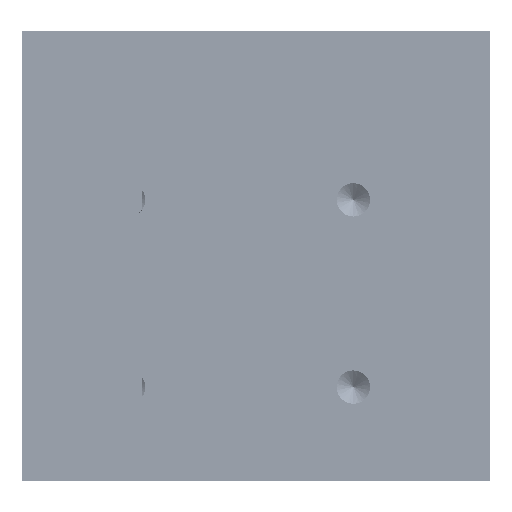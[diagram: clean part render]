
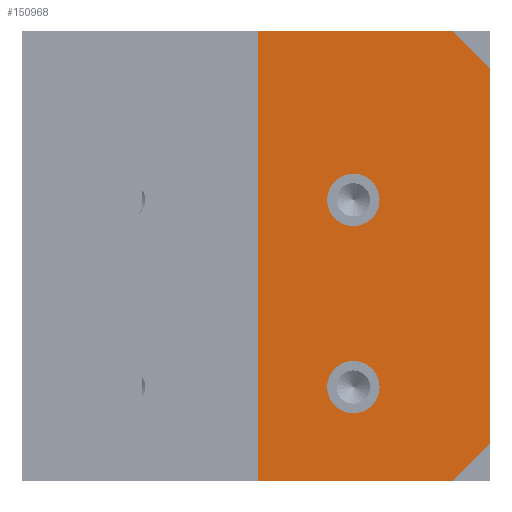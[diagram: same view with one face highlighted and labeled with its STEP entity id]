
A CAD part, left-side view. The second image highlights one B-rep face of the part: STEP entity #150968.
In plain terms, the highlighted planar face has unit normal (-1, 0, 0).
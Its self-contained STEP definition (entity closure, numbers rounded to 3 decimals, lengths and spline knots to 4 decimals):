
#1178 = VERTEX_POINT ( 'NONE', #138403 ) ;
#1730 = DIRECTION ( 'NONE',  ( 0., 0., -1. ) ) ;
#3325 = CARTESIAN_POINT ( 'NONE',  ( -3.25, -0.63, -0.6 ) ) ;
#4242 = ORIENTED_EDGE ( 'NONE', *, *, #59958, .T. ) ;
#4638 = ORIENTED_EDGE ( 'NONE', *, *, #99317, .T. ) ;
#4825 = DIRECTION ( 'NONE',  ( -1., 0., 0. ) ) ;
#7354 = DIRECTION ( 'NONE',  ( 0., -0.707, 0.707 ) ) ;
#9800 = VERTEX_POINT ( 'NONE', #115117 ) ;
#10191 = FACE_BOUND ( 'NONE', #101845, .T. ) ;
#15226 = PLANE ( 'NONE',  #21223 ) ;
#15585 = CIRCLE ( 'NONE', #95723, 0.07 ) ;
#19877 = AXIS2_PLACEMENT_3D ( 'NONE', #29760, #4825, #44485 ) ;
#21223 = AXIS2_PLACEMENT_3D ( 'NONE', #3325, #138849, #85681 ) ;
#26241 = VERTEX_POINT ( 'NONE', #150639 ) ;
#28290 = VERTEX_POINT ( 'NONE', #120213 ) ;
#28375 = ORIENTED_EDGE ( 'NONE', *, *, #87116, .T. ) ;
#28967 = DIRECTION ( 'NONE',  ( 0., 0.707, 0.707 ) ) ;
#29760 = CARTESIAN_POINT ( 'NONE',  ( -3.25, -0.265, -0.35 ) ) ;
#31008 = VERTEX_POINT ( 'NONE', #130581 ) ;
#34111 = ORIENTED_EDGE ( 'NONE', *, *, #130325, .F. ) ;
#35548 = DIRECTION ( 'NONE',  ( 0., 0., -1. ) ) ;
#36270 = ORIENTED_EDGE ( 'NONE', *, *, #113122, .T. ) ;
#40389 = CIRCLE ( 'NONE', #121743, 0.07 ) ;
#40550 = VERTEX_POINT ( 'NONE', #98501 ) ;
#40935 = CARTESIAN_POINT ( 'NONE',  ( -3.25, -0.265, 0.15 ) ) ;
#41887 = VECTOR ( 'NONE', #78206, 39.3701 ) ;
#44485 = DIRECTION ( 'NONE',  ( 0., 0., -1. ) ) ;
#50185 = ORIENTED_EDGE ( 'NONE', *, *, #64334, .F. ) ;
#50854 = DIRECTION ( 'NONE',  ( -1., 0., 0. ) ) ;
#53770 = CARTESIAN_POINT ( 'NONE',  ( -3.25, -0.265, 0.08 ) ) ;
#57887 = CARTESIAN_POINT ( 'NONE',  ( -3.25, -0.63, 0.5 ) ) ;
#58098 = VERTEX_POINT ( 'NONE', #111887 ) ;
#59958 = EDGE_CURVE ( 'NONE', #9800, #58098, #168344, .T. ) ;
#62767 = AXIS2_PLACEMENT_3D ( 'NONE', #104711, #50854, #35548 ) ;
#64334 = EDGE_CURVE ( 'NONE', #40550, #94678, #40389, .T. ) ;
#68869 = EDGE_CURVE ( 'NONE', #9800, #1178, #125428, .T. ) ;
#70750 = CIRCLE ( 'NONE', #62767, 0.07 ) ;
#77615 = CARTESIAN_POINT ( 'NONE',  ( -3.25, -0.63, 0.6 ) ) ;
#78206 = DIRECTION ( 'NONE',  ( 0., 1., 0. ) ) ;
#85376 = LINE ( 'NONE', #156178, #148833 ) ;
#85626 = EDGE_CURVE ( 'NONE', #167607, #28290, #85376, .T. ) ;
#85681 = DIRECTION ( 'NONE',  ( 0., 0., 1. ) ) ;
#86832 = CIRCLE ( 'NONE', #19877, 0.07 ) ;
#87116 = EDGE_CURVE ( 'NONE', #167607, #1178, #152706, .T. ) ;
#87964 = VECTOR ( 'NONE', #28967, 39.3701 ) ;
#88570 = ORIENTED_EDGE ( 'NONE', *, *, #111459, .F. ) ;
#89834 = CARTESIAN_POINT ( 'NONE',  ( -3.25, -0.01, -0.6 ) ) ;
#90681 = DIRECTION ( 'NONE',  ( 0., 0., -1. ) ) ;
#94678 = VERTEX_POINT ( 'NONE', #53770 ) ;
#95723 = AXIS2_PLACEMENT_3D ( 'NONE', #171655, #131438, #90681 ) ;
#98501 = CARTESIAN_POINT ( 'NONE',  ( -3.25, -0.265, 0.22 ) ) ;
#99055 = LINE ( 'NONE', #77615, #41887 ) ;
#99317 = EDGE_CURVE ( 'NONE', #58098, #26241, #99055, .T. ) ;
#101393 = ORIENTED_EDGE ( 'NONE', *, *, #85626, .F. ) ;
#101845 = EDGE_LOOP ( 'NONE', ( #130621, #34111 ) ) ;
#103639 = EDGE_LOOP ( 'NONE', ( #88570, #50185 ) ) ;
#104333 = VECTOR ( 'NONE', #172936, 39.3701 ) ;
#104711 = CARTESIAN_POINT ( 'NONE',  ( -3.25, -0.265, 0.15 ) ) ;
#109043 = DIRECTION ( 'NONE',  ( 0., 0., -1. ) ) ;
#111459 = EDGE_CURVE ( 'NONE', #94678, #40550, #70750, .T. ) ;
#111887 = CARTESIAN_POINT ( 'NONE',  ( -3.25, -0.53, 0.6 ) ) ;
#113122 = EDGE_CURVE ( 'NONE', #26241, #28290, #134747, .T. ) ;
#115117 = CARTESIAN_POINT ( 'NONE',  ( -3.25, -0.63, 0.5 ) ) ;
#116814 = CARTESIAN_POINT ( 'NONE',  ( -3.25, -0.63, -0.6 ) ) ;
#120213 = CARTESIAN_POINT ( 'NONE',  ( -3.25, -0.01, -0.6 ) ) ;
#121743 = AXIS2_PLACEMENT_3D ( 'NONE', #40935, #123744, #1730 ) ;
#123744 = DIRECTION ( 'NONE',  ( -1., 0., 0. ) ) ;
#125428 = LINE ( 'NONE', #116814, #104333 ) ;
#130325 = EDGE_CURVE ( 'NONE', #170959, #31008, #15585, .T. ) ;
#130581 = CARTESIAN_POINT ( 'NONE',  ( -3.25, -0.265, -0.42 ) ) ;
#130621 = ORIENTED_EDGE ( 'NONE', *, *, #160511, .F. ) ;
#131438 = DIRECTION ( 'NONE',  ( -1., 0., 0. ) ) ;
#131611 = CARTESIAN_POINT ( 'NONE',  ( -3.25, -0.265, -0.28 ) ) ;
#134747 = LINE ( 'NONE', #89834, #139003 ) ;
#135169 = FACE_OUTER_BOUND ( 'NONE', #169349, .T. ) ;
#137909 = VECTOR ( 'NONE', #7354, 39.3701 ) ;
#138403 = CARTESIAN_POINT ( 'NONE',  ( -3.25, -0.63, -0.5 ) ) ;
#138849 = DIRECTION ( 'NONE',  ( 1., 0., 0. ) ) ;
#139003 = VECTOR ( 'NONE', #109043, 39.3701 ) ;
#140223 = DIRECTION ( 'NONE',  ( 0., 1., 0. ) ) ;
#143021 = ORIENTED_EDGE ( 'NONE', *, *, #68869, .F. ) ;
#148833 = VECTOR ( 'NONE', #140223, 39.3701 ) ;
#150639 = CARTESIAN_POINT ( 'NONE',  ( -3.25, -0.01, 0.6 ) ) ;
#150968 = ADVANCED_FACE ( 'NONE', ( #162855, #10191, #135169 ), #15226, .F. ) ;
#152706 = LINE ( 'NONE', #159467, #137909 ) ;
#156178 = CARTESIAN_POINT ( 'NONE',  ( -3.25, -0.63, -0.6 ) ) ;
#158846 = CARTESIAN_POINT ( 'NONE',  ( -3.25, -0.53, -0.6 ) ) ;
#159467 = CARTESIAN_POINT ( 'NONE',  ( -3.25, -0.63, -0.5 ) ) ;
#160511 = EDGE_CURVE ( 'NONE', #31008, #170959, #86832, .T. ) ;
#162855 = FACE_BOUND ( 'NONE', #103639, .T. ) ;
#167607 = VERTEX_POINT ( 'NONE', #158846 ) ;
#168344 = LINE ( 'NONE', #57887, #87964 ) ;
#169349 = EDGE_LOOP ( 'NONE', ( #143021, #4242, #4638, #36270, #101393, #28375 ) ) ;
#170959 = VERTEX_POINT ( 'NONE', #131611 ) ;
#171655 = CARTESIAN_POINT ( 'NONE',  ( -3.25, -0.265, -0.35 ) ) ;
#172936 = DIRECTION ( 'NONE',  ( 0., 0., -1. ) ) ;
